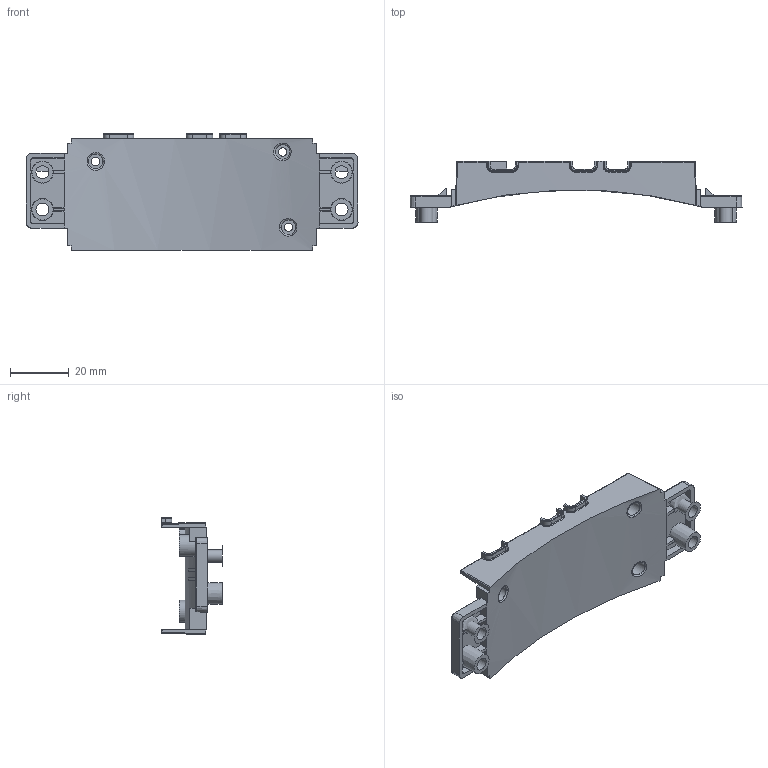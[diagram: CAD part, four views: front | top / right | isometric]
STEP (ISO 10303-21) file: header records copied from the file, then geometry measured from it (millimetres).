
FILE_DESCRIPTION(/* description */ (''),/* implementation_level */ '2;1');
FILE_NAME(/* name */ 'RX Bottom Case.ipt.step',/* time_stamp */ '2020-04-16T23:12:18-04:00',/* author */ ('Jordan'),/* organization */ (''),/* preprocessor_version */ 'ST-DEVELOPER v17',/* originating_system */ 'Autodesk Inventor 2019',/* authorisation */ '');
FILE_SCHEMA (('AUTOMOTIVE_DESIGN { 1 0 10303 214 3 1 1 }'));
Length unit declared in the file: inch
Products named in the file (1): RX Bottom Case
Bounding box: 112.79 x 20.71 x 39.72 mm (x, y, z)
Volume: 9781.7 mm3; surface area: 13752.9 mm2
Topology: 1 solids, 1 shells, 284 faces, 805 edges, 532 vertices
Faces by surface type: plane 163, cylinder 61, bspline 38, torus 10, cone 8, sphere 4
Full cylindrical faces by diameter (mm): 2.799 x1, 2.8 x2, 4.4 x4, 4.999 x1, 5 x2, 5.2 x2, 5.202 x1, 7.5 x2
Entity records: 14496 total; most frequent: CARTESIAN_POINT 6982, ORIENTED_EDGE 1604, DIRECTION 1372, EDGE_CURVE 802, VERTEX_POINT 532, AXIS2_PLACEMENT_3D 463, LINE 446, VECTOR 446
